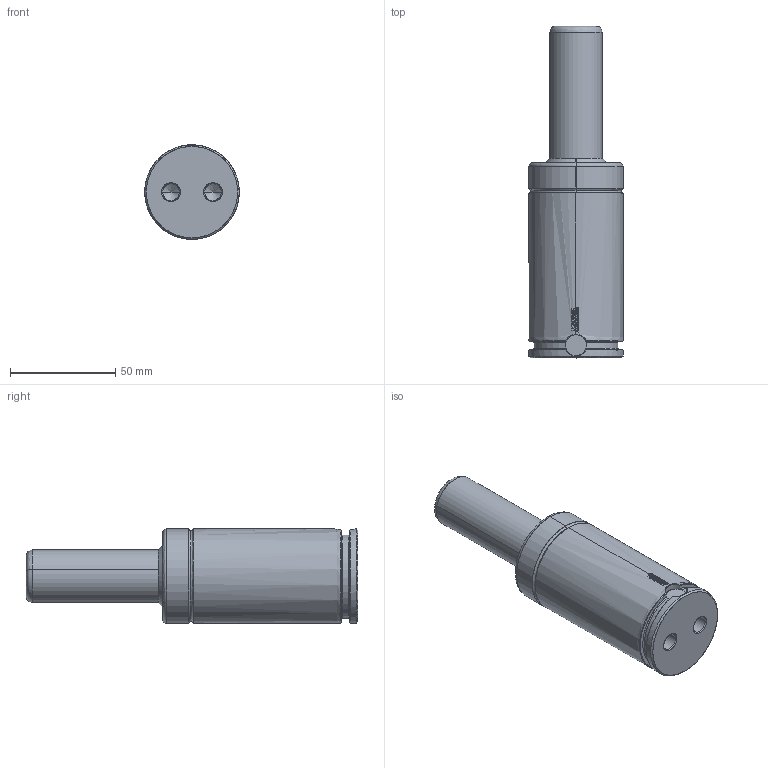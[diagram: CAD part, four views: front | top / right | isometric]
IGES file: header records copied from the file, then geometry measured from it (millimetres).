
Start section: SolidWorks IGES file using analytic representation for surfaces
Global section: file name: EX0750-063.IGS; native system: SolidWorks 2017; preprocessor: SolidWorks 2017; author: cad; date: 190401.100920; units: millimetre
Bounding box: 45 x 158 x 45.1 mm (x, y, z)
Surface area: 35718.5 mm2 (no closed solid volume)
Topology: 0 solids, 0 shells, 154 faces, 2245 edges, 2239 vertices
Faces by surface type: bspline 92, revolution 62
